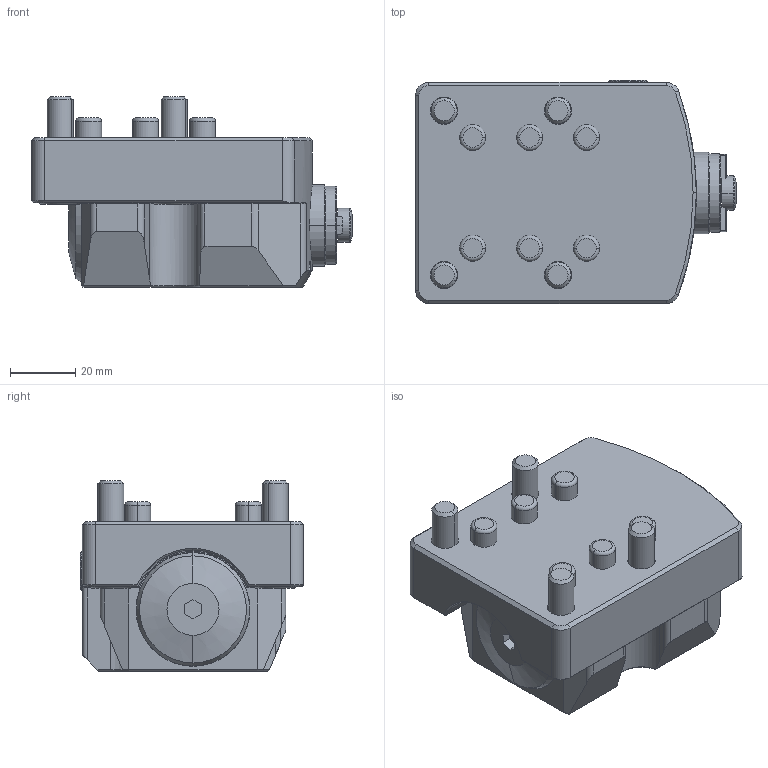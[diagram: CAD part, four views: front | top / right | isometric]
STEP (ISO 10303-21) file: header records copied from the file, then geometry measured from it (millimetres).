
FILE_DESCRIPTION(('no description'),'unknown implementation level');
FILE_NAME('2AF2C34B-563B-4B2B-99D9-9D20AB3D5019_export.stp',' ',('CIMSOURCE GmbH'),('CADClick - KiM GmbH - www.kimweb.de'),'unknown preprocess','ACIS','unknown authorization');
FILE_SCHEMA(('automotive_design'));
Length unit declared in the file: millimetre
Products named in the file (10): 318.104 KAISER EWE200AL|395.171 KAISER Batteriedeckel EWE_Battery III;Fase3; 318.104 KAISER EWE200AL|395.156 KAISER Hauptdeckel EWE;NONE; 318.104 KAISER EWE200AL|318.482 KAISER Werkzeugtr�ger EWE200;Schnitt-Linear austragen2; 318.104 KAISER EWE200AL|690.163 Kaiser ETL M8x25;Hex; 318.104 KAISER EWE200AL|690.140 KASIER Schraube M6x12;Schnitt-Linear austragen2; 318.104 KAISER EWE200AL|318.481 KAISER Werkzeugk�rper EWE200AL-FK-1;Schnitt-Linear austragen27; 318.104 KAISER EWE200AL|318.481 KAISER Werkzeugk�rper EWE200AL-FK;NONE
Bounding box: 98.55 x 68.6 x 58.5 mm (x, y, z)
Volume: 184786.5 mm3; surface area: 50416.9 mm2
Topology: 10 solids, 17 shells, 758 faces, 1757 edges, 1039 vertices
Faces by surface type: plane 301, cylinder 237, cone 151, torus 69
Entity records: 41380 total; most frequent: CARTESIAN_POINT 3955, DIRECTION 3893, STYLED_ITEM 3524, PRESENTATION_STYLE_ASSIGNMENT 3524, COLOUR_RGB 3524, ORIENTED_EDGE 3434, EDGE_CURVE 1717, CURVE_STYLE 1717
